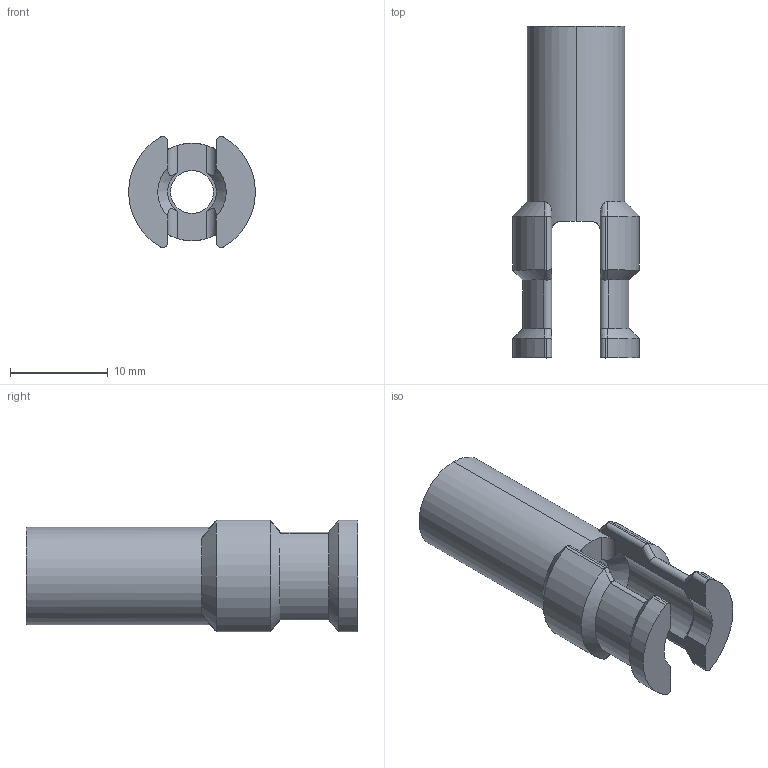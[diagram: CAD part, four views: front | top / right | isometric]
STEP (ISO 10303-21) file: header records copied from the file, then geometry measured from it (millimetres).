
FILE_DESCRIPTION (( 'STEP AP203' ), '1' );
FILE_NAME ('flag mount.STEP', '2015-04-10T23:38:15', ( 'Nick' ), ( '' ), 'SwSTEP 2.0', 'SolidWorks 2013', '' );
FILE_SCHEMA (( 'CONFIG_CONTROL_DESIGN' ));
Length unit declared in the file: millimetre
Products named in the file (1): flag mount
Bounding box: 13 x 34 x 11.39 mm (x, y, z)
Volume: 1892.4 mm3; surface area: 1829.6 mm2
Topology: 1 solids, 1 shells, 68 faces, 196 edges, 130 vertices
Faces by surface type: cylinder 36, cone 12, bspline 12, plane 8
Entity records: 2669 total; most frequent: CARTESIAN_POINT 993, ORIENTED_EDGE 392, DIRECTION 258, EDGE_CURVE 196, VERTEX_POINT 130, AXIS2_PLACEMENT_3D 99, B_SPLINE_CURVE_WITH_KNOTS 94, EDGE_LOOP 70
